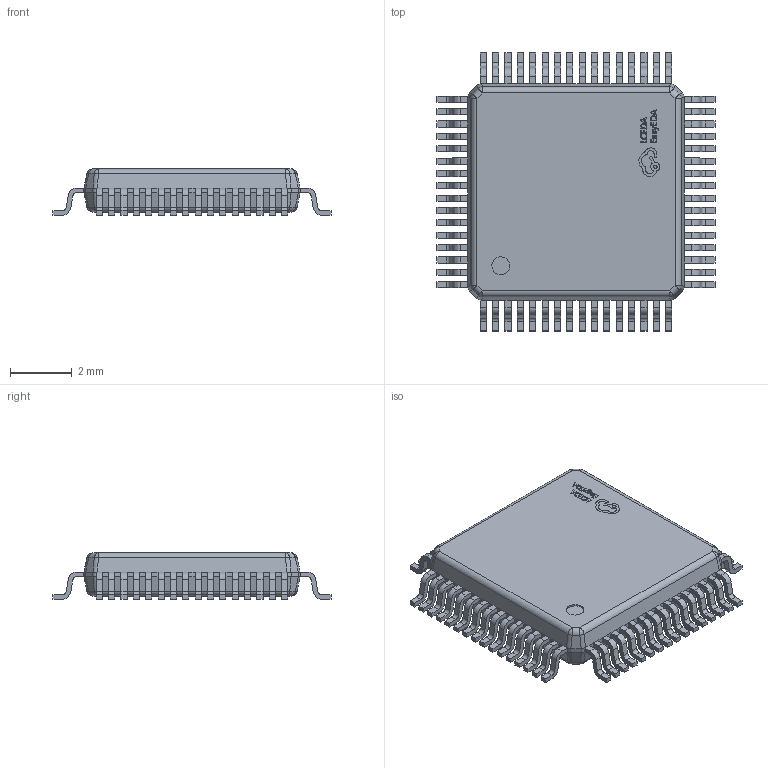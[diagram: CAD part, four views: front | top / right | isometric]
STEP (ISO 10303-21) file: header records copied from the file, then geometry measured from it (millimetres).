
FILE_DESCRIPTION(('Open CASCADE Model'),'2;1');
FILE_NAME('Open CASCADE Shape Model','2025-12-28T21:18:52',('Author'),( 'Open CASCADE'),'Open CASCADE STEP processor 7.8','Open CASCADE 7.8' ,'Unknown');
FILE_SCHEMA(('AUTOMOTIVE_DESIGN { 1 0 10303 214 1 1 1 1 }'));
Length unit declared in the file: millimetre
Products named in the file (1): SOLID
Bounding box: 9 x 9 x 1.5 mm (x, y, z)
Volume: 67.9 mm3; surface area: 193.8 mm2
Topology: 1 solids, 1 shells, 1200 faces, 3243 edges, 2066 vertices
Faces by surface type: bspline 1200
Entity records: 42920 total; most frequent: CARTESIAN_POINT 15557, ORIENTED_EDGE 6486, EDGE_CURVE 3243, B_SPLINE_CURVE_WITH_KNOTS 2611, VERTEX_POINT 2066, FACE_BOUND 1221, EDGE_LOOP 1221, PRESENTATION_STYLE_ASSIGNMENT 1201
